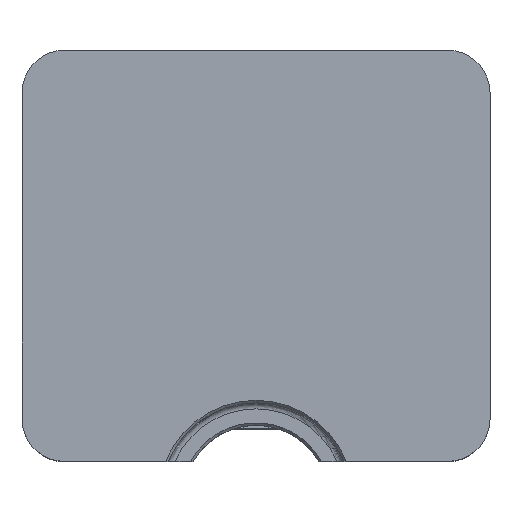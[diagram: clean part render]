
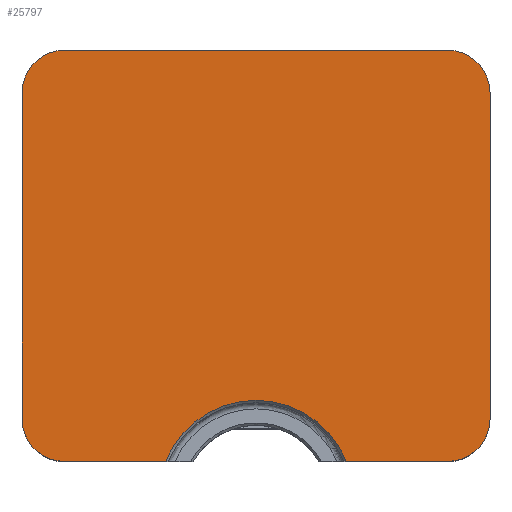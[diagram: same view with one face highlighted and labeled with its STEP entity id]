
A CAD part, top view. The second image highlights one B-rep face of the part: STEP entity #25797.
In plain terms, the highlighted planar face has unit normal (0, 0, 1).
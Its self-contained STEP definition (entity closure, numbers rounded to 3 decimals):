
#18568=DIRECTION('',(1.,0.,0.));
#18569=VECTOR('',#18568,83.799);
#18570=CARTESIAN_POINT('',(-158.5,-170.,63.));
#18571=LINE('',#18570,#18569);
#18572=CARTESIAN_POINT('',(-158.5,-135.,63.));
#18573=DIRECTION('',(0.,0.,1.));
#18574=DIRECTION('',(-1.,0.,0.));
#18575=AXIS2_PLACEMENT_3D('',#18572,#18573,#18574);
#18577=DIRECTION('',(0.,-1.,0.));
#18578=VECTOR('',#18577,270.);
#18579=CARTESIAN_POINT('',(-193.5,135.,63.));
#18580=LINE('',#18579,#18578);
#18581=CARTESIAN_POINT('',(-158.5,135.,63.));
#18582=DIRECTION('',(0.,0.,1.));
#18583=DIRECTION('',(0.,1.,0.));
#18584=AXIS2_PLACEMENT_3D('',#18581,#18582,#18583);
#18586=DIRECTION('',(-1.,0.,0.));
#18587=VECTOR('',#18586,317.);
#18588=CARTESIAN_POINT('',(158.5,170.,63.));
#18589=LINE('',#18588,#18587);
#18590=CARTESIAN_POINT('',(158.5,135.,63.));
#18591=DIRECTION('',(0.,0.,1.));
#18592=DIRECTION('',(1.,0.,0.));
#18593=AXIS2_PLACEMENT_3D('',#18590,#18591,#18592);
#18595=DIRECTION('',(0.,1.,0.));
#18596=VECTOR('',#18595,270.);
#18597=CARTESIAN_POINT('',(193.5,-135.,63.));
#18598=LINE('',#18597,#18596);
#18599=CARTESIAN_POINT('',(158.5,-135.,63.));
#18600=DIRECTION('',(0.,0.,1.));
#18601=DIRECTION('',(0.,-1.,0.));
#18602=AXIS2_PLACEMENT_3D('',#18599,#18600,#18601);
#18604=DIRECTION('',(1.,0.,0.));
#18605=VECTOR('',#18604,83.798);
#18606=CARTESIAN_POINT('',(74.702,-170.,
63.));
#18607=LINE('',#18606,#18605);
#18608=CARTESIAN_POINT('',(0.002,-199.998,63.));
#18609=DIRECTION('',(0.,0.,-1.));
#18610=DIRECTION('',(-0.928,0.373,0.));
#18611=AXIS2_PLACEMENT_3D('',#18608,#18609,#18610);
#18626=CARTESIAN_POINT('',(74.702,-170.,
63.));
#18700=CARTESIAN_POINT('',(-74.701,-170.,
63.));
#24679=CARTESIAN_POINT('',(-158.5,170.,63.));
#24680=CARTESIAN_POINT('',(-193.5,135.,63.));
#24681=VERTEX_POINT('',#24679);
#24682=VERTEX_POINT('',#24680);
#24683=CARTESIAN_POINT('',(-193.5,-135.,63.));
#24684=VERTEX_POINT('',#24683);
#24685=CARTESIAN_POINT('',(-158.5,-170.,63.));
#24686=VERTEX_POINT('',#24685);
#24687=CARTESIAN_POINT('',(158.5,-170.,63.));
#24688=CARTESIAN_POINT('',(193.5,-135.,63.));
#24689=VERTEX_POINT('',#24687);
#24690=VERTEX_POINT('',#24688);
#24691=CARTESIAN_POINT('',(193.5,135.,63.));
#24692=VERTEX_POINT('',#24691);
#24693=CARTESIAN_POINT('',(158.5,170.,63.));
#24694=VERTEX_POINT('',#24693);
#25734=VERTEX_POINT('',#18626);
#25737=VERTEX_POINT('',#18700);
#25770=CARTESIAN_POINT('',(0.,0.,63.));
#25771=DIRECTION('',(0.,0.,1.));
#25772=DIRECTION('',(1.,0.,0.));
#25773=AXIS2_PLACEMENT_3D('',#25770,#25771,#25772);
#25774=PLANE('',#25773);
#25776=ORIENTED_EDGE('',*,*,#25775,.F.);
#25778=ORIENTED_EDGE('',*,*,#25777,.F.);
#25780=ORIENTED_EDGE('',*,*,#25779,.F.);
#25782=ORIENTED_EDGE('',*,*,#25781,.F.);
#25784=ORIENTED_EDGE('',*,*,#25783,.F.);
#25786=ORIENTED_EDGE('',*,*,#25785,.F.);
#25788=ORIENTED_EDGE('',*,*,#25787,.F.);
#25790=ORIENTED_EDGE('',*,*,#25789,.F.);
#25792=ORIENTED_EDGE('',*,*,#25791,.F.);
#25794=ORIENTED_EDGE('',*,*,#25793,.F.);
#25795=EDGE_LOOP('',(#25776,#25778,#25780,#25782,#25784,#25786,#25788,#25790,
#25792,#25794));
#25796=FACE_OUTER_BOUND('',#25795,.F.);
#25797=ADVANCED_FACE('',(#25796),#25774,.T.);
#18576=CIRCLE('',#18575,35.);
#18585=CIRCLE('',#18584,35.);
#18594=CIRCLE('',#18593,35.);
#18603=CIRCLE('',#18602,35.);
#18612=CIRCLE('',#18611,80.5);
#25775=EDGE_CURVE('',#25737,#25734,#18612,.T.);
#25777=EDGE_CURVE('',#24686,#25737,#18571,.T.);
#25779=EDGE_CURVE('',#24684,#24686,#18576,.T.);
#25781=EDGE_CURVE('',#24682,#24684,#18580,.T.);
#25783=EDGE_CURVE('',#24681,#24682,#18585,.T.);
#25785=EDGE_CURVE('',#24694,#24681,#18589,.T.);
#25787=EDGE_CURVE('',#24692,#24694,#18594,.T.);
#25789=EDGE_CURVE('',#24690,#24692,#18598,.T.);
#25791=EDGE_CURVE('',#24689,#24690,#18603,.T.);
#25793=EDGE_CURVE('',#25734,#24689,#18607,.T.);
